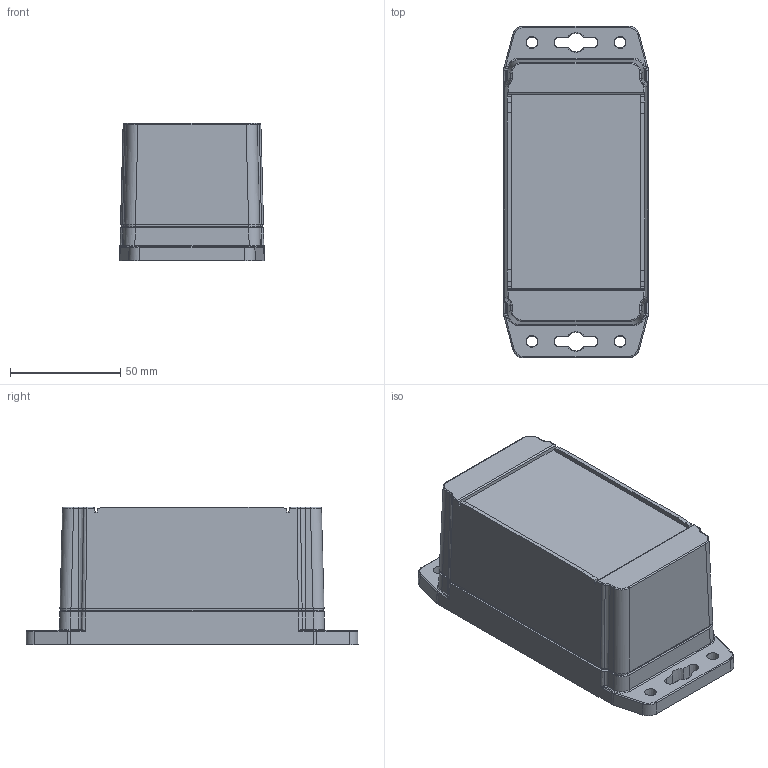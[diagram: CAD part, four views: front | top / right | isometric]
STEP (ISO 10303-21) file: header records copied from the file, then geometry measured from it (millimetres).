
FILE_DESCRIPTION (( 'STEP AP203' ), '1' );
FILE_NAME ('1555CF42GY.step', '2020-11-13T16:26:42', ( 'ADC123' ), ( 'Microsoft' ), 'SwSTEP 2.0', 'SolidWorks 2019', '' );
FILE_SCHEMA (( 'CONFIG_CONTROL_DESIGN' ));
Length unit declared in the file: inch
Products named in the file (1): 1555CF42GY
Bounding box: 65.79 x 150.79 x 62.5 mm (x, y, z)
Volume: 142952.2 mm3; surface area: 101678.6 mm2
Topology: 11 solids, 11 shells, 1142 faces, 2875 edges, 1852 vertices
Faces by surface type: plane 560, bspline 236, cone 192, cylinder 150, torus 4
Full cylindrical faces by diameter (mm): 3 x6, 3.251 x4, 3.43 x4, 3.5 x4, 3.88 x4, 5.334 x4, 5.537 x8, 6.35 x8, 7 x4
Entity records: 39286 total; most frequent: CARTESIAN_POINT 14189, ORIENTED_EDGE 5446, DIRECTION 4417, EDGE_CURVE 2723, VERTEX_POINT 1819, AXIS2_PLACEMENT_3D 1485, LINE 1447, VECTOR 1447
